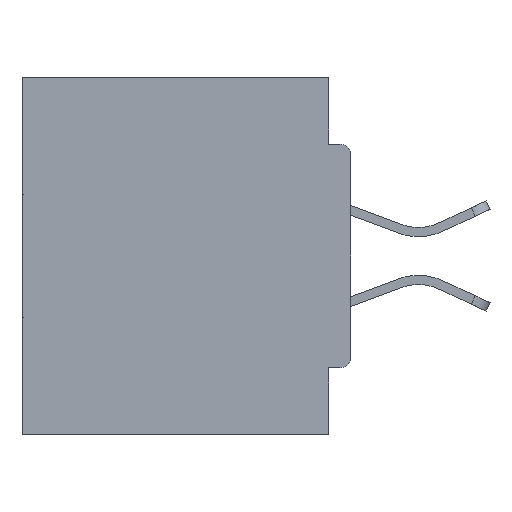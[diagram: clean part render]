
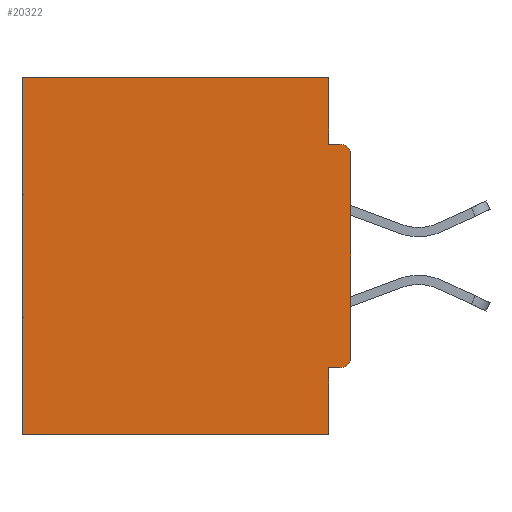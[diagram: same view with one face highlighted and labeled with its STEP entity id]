
A CAD part, left-side view. The second image highlights one B-rep face of the part: STEP entity #20322.
In plain terms, the highlighted planar face has unit normal (-1, 0, 0).
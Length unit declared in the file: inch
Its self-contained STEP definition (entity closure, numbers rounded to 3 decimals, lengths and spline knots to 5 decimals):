
#171 = LINE ( 'NONE', #32580, #37828 ) ;
#295 = DIRECTION ( 'NONE',  ( 0., 0., -1. ) ) ;
#718 = CARTESIAN_POINT ( 'NONE',  ( 0.298, 0.46, 0. ) ) ;
#918 = VERTEX_POINT ( 'NONE', #5363 ) ;
#2476 = DIRECTION ( 'NONE',  ( 1., 0., 0. ) ) ;
#2486 = VECTOR ( 'NONE', #295, 39.37008 ) ;
#2607 = CARTESIAN_POINT ( 'NONE',  ( 0.298, 0., -0.5 ) ) ;
#3929 = LINE ( 'NONE', #25568, #37071 ) ;
#4278 = ORIENTED_EDGE ( 'NONE', *, *, #12370, .F. ) ;
#5363 = CARTESIAN_POINT ( 'NONE',  ( 0.298, 0., -0.3915 ) ) ;
#5454 = EDGE_CURVE ( 'NONE', #9888, #27768, #8038, .T. ) ;
#5473 = CIRCLE ( 'NONE', #13015, 0.015 ) ;
#6535 = ORIENTED_EDGE ( 'NONE', *, *, #5454, .T. ) ;
#6630 = VECTOR ( 'NONE', #33086, 39.37008 ) ;
#7456 = VECTOR ( 'NONE', #8367, 39.37008 ) ;
#8038 = LINE ( 'NONE', #28908, #29177 ) ;
#8367 = DIRECTION ( 'NONE',  ( 0., 0., -1. ) ) ;
#8415 = LINE ( 'NONE', #11112, #7456 ) ;
#9880 = DIRECTION ( 'NONE',  ( 0., 1., 0. ) ) ;
#9888 = VERTEX_POINT ( 'NONE', #40028 ) ;
#11112 = CARTESIAN_POINT ( 'NONE',  ( 0.298, 0.031, -0.5 ) ) ;
#11184 = EDGE_CURVE ( 'NONE', #26588, #918, #5473, .T. ) ;
#11485 = EDGE_CURVE ( 'NONE', #13553, #14791, #34077, .T. ) ;
#12297 = DIRECTION ( 'NONE',  ( 0., 0., -1. ) ) ;
#12370 = EDGE_CURVE ( 'NONE', #16909, #14791, #171, .T. ) ;
#12428 = CARTESIAN_POINT ( 'NONE',  ( 0.298, 0.015, -0.3915 ) ) ;
#13015 = AXIS2_PLACEMENT_3D ( 'NONE', #12428, #15699, #12297 ) ;
#13553 = VERTEX_POINT ( 'NONE', #28735 ) ;
#13983 = DIRECTION ( 'NONE',  ( 0., 0., -1. ) ) ;
#14725 = EDGE_CURVE ( 'NONE', #26588, #40377, #21081, .T. ) ;
#14791 = VERTEX_POINT ( 'NONE', #30691 ) ;
#15102 = EDGE_CURVE ( 'NONE', #9888, #16909, #8415, .T. ) ;
#15699 = DIRECTION ( 'NONE',  ( -1., 0., 0. ) ) ;
#15706 = LINE ( 'NONE', #2607, #33301 ) ;
#15772 = CARTESIAN_POINT ( 'NONE',  ( 0.298, 0.46, -0.5 ) ) ;
#16909 = VERTEX_POINT ( 'NONE', #35478 ) ;
#19023 = VERTEX_POINT ( 'NONE', #15772 ) ;
#19228 = ORIENTED_EDGE ( 'NONE', *, *, #32172, .F. ) ;
#19720 = DIRECTION ( 'NONE',  ( 0., -1., 0. ) ) ;
#20322 = ADVANCED_FACE ( 'NONE', ( #32445 ), #28176, .F. ) ;
#21081 = LINE ( 'NONE', #36221, #34599 ) ;
#22089 = CARTESIAN_POINT ( 'NONE',  ( 0.298, 0.46, 0. ) ) ;
#24076 = AXIS2_PLACEMENT_3D ( 'NONE', #37180, #2476, #24818 ) ;
#24818 = DIRECTION ( 'NONE',  ( 0., 0., -1. ) ) ;
#25568 = CARTESIAN_POINT ( 'NONE',  ( 0.298, 0.031, -0.5 ) ) ;
#25856 = DIRECTION ( 'NONE',  ( 0., 0., -1. ) ) ;
#25954 = AXIS2_PLACEMENT_3D ( 'NONE', #36203, #39570, #13983 ) ;
#26588 = VERTEX_POINT ( 'NONE', #40047 ) ;
#27768 = VERTEX_POINT ( 'NONE', #22089 ) ;
#28117 = LINE ( 'NONE', #718, #2486 ) ;
#28164 = DIRECTION ( 'NONE',  ( 0., 1., 0. ) ) ;
#28176 = PLANE ( 'NONE',  #24076 ) ;
#28735 = CARTESIAN_POINT ( 'NONE',  ( 0.298, 0., -0.1085 ) ) ;
#28908 = CARTESIAN_POINT ( 'NONE',  ( 0.298, 0., 0. ) ) ;
#29177 = VECTOR ( 'NONE', #9880, 39.37008 ) ;
#29332 = ORIENTED_EDGE ( 'NONE', *, *, #15102, .F. ) ;
#29424 = VERTEX_POINT ( 'NONE', #38684 ) ;
#30527 = ORIENTED_EDGE ( 'NONE', *, *, #34613, .T. ) ;
#30691 = CARTESIAN_POINT ( 'NONE',  ( 0.298, 0.015, -0.0935 ) ) ;
#32172 = EDGE_CURVE ( 'NONE', #29424, #19023, #15706, .T. ) ;
#32366 = EDGE_CURVE ( 'NONE', #13553, #918, #32774, .T. ) ;
#32445 = FACE_OUTER_BOUND ( 'NONE', #40350, .T. ) ;
#32580 = CARTESIAN_POINT ( 'NONE',  ( 0.298, 0., -0.0935 ) ) ;
#32774 = LINE ( 'NONE', #39277, #6630 ) ;
#33086 = DIRECTION ( 'NONE',  ( 0., 0., -1. ) ) ;
#33262 = DIRECTION ( 'NONE',  ( 0., 1., 0. ) ) ;
#33301 = VECTOR ( 'NONE', #28164, 39.37008 ) ;
#34040 = ORIENTED_EDGE ( 'NONE', *, *, #11184, .T. ) ;
#34077 = CIRCLE ( 'NONE', #25954, 0.015 ) ;
#34599 = VECTOR ( 'NONE', #33262, 39.37008 ) ;
#34613 = EDGE_CURVE ( 'NONE', #27768, #19023, #28117, .T. ) ;
#35168 = ORIENTED_EDGE ( 'NONE', *, *, #32366, .F. ) ;
#35478 = CARTESIAN_POINT ( 'NONE',  ( 0.298, 0.031, -0.0935 ) ) ;
#35566 = EDGE_CURVE ( 'NONE', #40377, #29424, #3929, .T. ) ;
#35616 = CARTESIAN_POINT ( 'NONE',  ( 0.298, 0.031, -0.4065 ) ) ;
#36203 = CARTESIAN_POINT ( 'NONE',  ( 0.298, 0.015, -0.1085 ) ) ;
#36221 = CARTESIAN_POINT ( 'NONE',  ( 0.298, 0., -0.4065 ) ) ;
#37071 = VECTOR ( 'NONE', #25856, 39.37008 ) ;
#37180 = CARTESIAN_POINT ( 'NONE',  ( 0.298, 0., 0. ) ) ;
#37449 = ORIENTED_EDGE ( 'NONE', *, *, #14725, .F. ) ;
#37828 = VECTOR ( 'NONE', #19720, 39.37008 ) ;
#38684 = CARTESIAN_POINT ( 'NONE',  ( 0.298, 0.031, -0.5 ) ) ;
#38799 = ORIENTED_EDGE ( 'NONE', *, *, #35566, .F. ) ;
#39277 = CARTESIAN_POINT ( 'NONE',  ( 0.298, 0., 0. ) ) ;
#39570 = DIRECTION ( 'NONE',  ( -1., 0., 0. ) ) ;
#40028 = CARTESIAN_POINT ( 'NONE',  ( 0.298, 0.031, 0. ) ) ;
#40047 = CARTESIAN_POINT ( 'NONE',  ( 0.298, 0.015, -0.4065 ) ) ;
#40350 = EDGE_LOOP ( 'NONE', ( #41126, #4278, #29332, #6535, #30527, #19228, #38799, #37449, #34040, #35168 ) ) ;
#40377 = VERTEX_POINT ( 'NONE', #35616 ) ;
#41126 = ORIENTED_EDGE ( 'NONE', *, *, #11485, .T. ) ;
